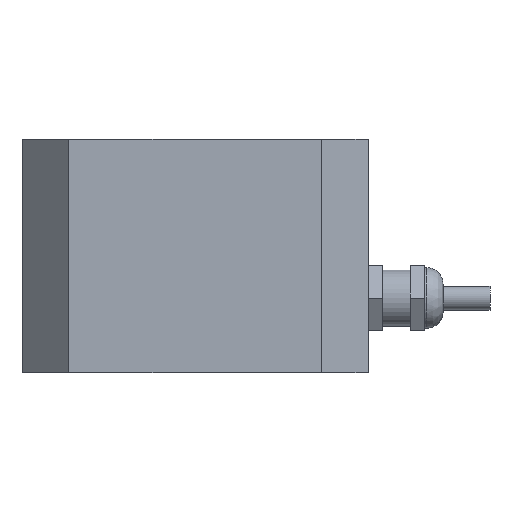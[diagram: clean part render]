
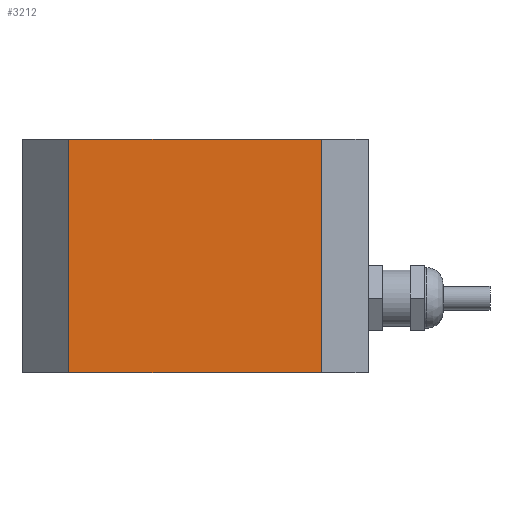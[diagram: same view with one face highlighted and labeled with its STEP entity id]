
A CAD part, front view. The second image highlights one B-rep face of the part: STEP entity #3212.
In plain terms, the highlighted planar face has unit normal (0, -1, 0).
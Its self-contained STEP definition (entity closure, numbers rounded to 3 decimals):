
#305=PLANE('',#3455);
#489=FACE_OUTER_BOUND('',#688,.T.);
#688=EDGE_LOOP('',(#2810,#2811,#2812,#2813));
#879=LINE('',#11454,#1091);
#885=LINE('',#11470,#1097);
#905=LINE('',#11518,#1117);
#906=LINE('',#11520,#1118);
#1091=VECTOR('',#4026,10.);
#1097=VECTOR('',#4042,10.);
#1117=VECTOR('',#4076,10.);
#1118=VECTOR('',#4079,10.);
#1465=VERTEX_POINT('',#11408);
#1487=VERTEX_POINT('',#11452);
#1490=VERTEX_POINT('',#11466);
#1492=VERTEX_POINT('',#11469);
#1933=EDGE_CURVE('',#1487,#1465,#879,.T.);
#1941=EDGE_CURVE('',#1490,#1492,#885,.T.);
#1967=EDGE_CURVE('',#1465,#1490,#905,.T.);
#1968=EDGE_CURVE('',#1492,#1487,#906,.T.);
#2810=ORIENTED_EDGE('',*,*,#1967,.F.);
#2811=ORIENTED_EDGE('',*,*,#1933,.F.);
#2812=ORIENTED_EDGE('',*,*,#1968,.F.);
#2813=ORIENTED_EDGE('',*,*,#1941,.F.);
#3212=ADVANCED_FACE('',(#489),#305,.T.);
#3455=AXIS2_PLACEMENT_3D('',#11519,#4077,#4078);
#4026=DIRECTION('',(-1.,0.,0.));
#4042=DIRECTION('',(1.,0.,0.));
#4076=DIRECTION('',(0.,0.,1.));
#4077=DIRECTION('center_axis',(0.,-1.,0.));
#4078=DIRECTION('ref_axis',(1.,0.,0.));
#4079=DIRECTION('',(0.,0.,-1.));
#11408=CARTESIAN_POINT('',(-27.,-126.,-25.));
#11452=CARTESIAN_POINT('',(27.,-126.,-25.));
#11454=CARTESIAN_POINT('',(37.,-126.,-25.));
#11466=CARTESIAN_POINT('',(-27.,-126.,25.));
#11469=CARTESIAN_POINT('',(27.,-126.,25.));
#11470=CARTESIAN_POINT('',(37.,-126.,25.));
#11518=CARTESIAN_POINT('',(-27.,-126.,0.));
#11519=CARTESIAN_POINT('Origin',(-37.,-126.,0.));
#11520=CARTESIAN_POINT('',(27.,-126.,0.));
